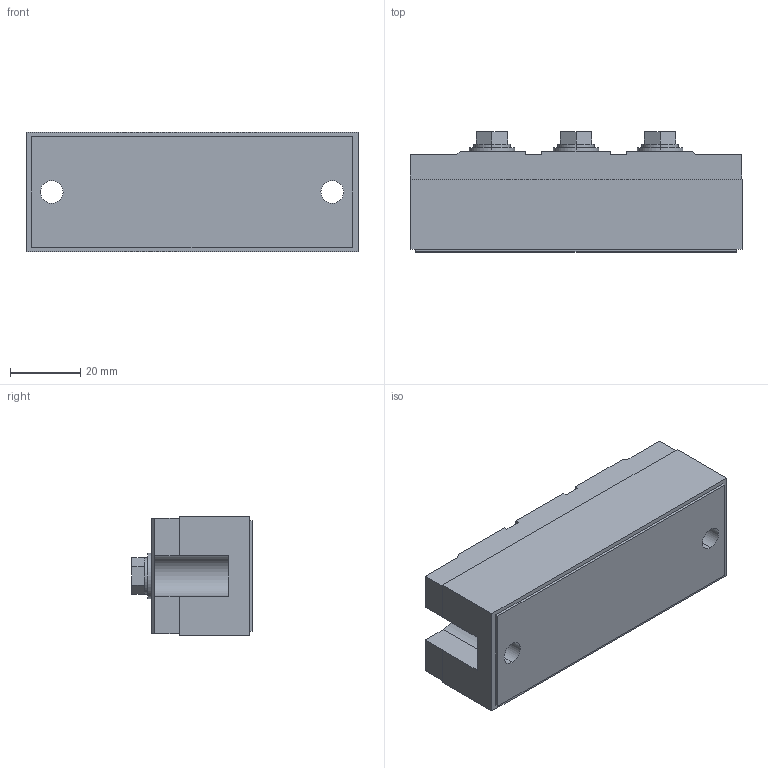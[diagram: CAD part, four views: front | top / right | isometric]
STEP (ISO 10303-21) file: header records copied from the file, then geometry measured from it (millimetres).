
FILE_DESCRIPTION (( 'STEP AP214' ), '1' );
FILE_NAME ('45MTC130-200.STEP', '2025-04-14T08:02:17', ( '' ), ( 'Microsoft' ), 'SwSTEP 2.0', 'SolidWorks 2014', '' );
FILE_SCHEMA (( 'AUTOMOTIVE_DESIGN' ));
Length unit declared in the file: millimetre
Products named in the file (1): 45MTC130-200
Bounding box: 94.7 x 34.3 x 34 mm (x, y, z)
Volume: 85668 mm3; surface area: 15428 mm2
Topology: 1 solids, 1 shells, 97 faces, 222 edges, 134 vertices
Faces by surface type: plane 79, cylinder 18
Entity records: 2710 total; most frequent: DIRECTION 466, CARTESIAN_POINT 454, ORIENTED_EDGE 444, EDGE_CURVE 222, VECTOR 174, LINE 174, AXIS2_PLACEMENT_3D 146, VERTEX_POINT 134
